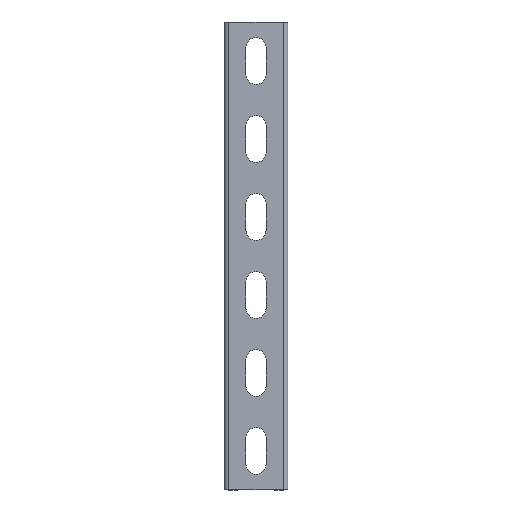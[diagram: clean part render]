
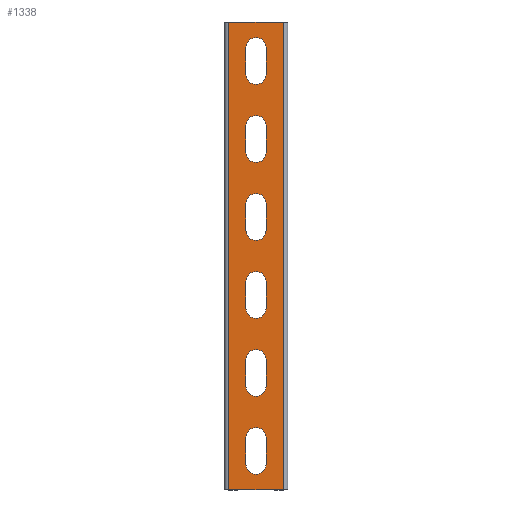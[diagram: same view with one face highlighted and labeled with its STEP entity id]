
A CAD part, top view. The second image highlights one B-rep face of the part: STEP entity #1338.
In plain terms, the highlighted planar face has unit normal (0, 0, 1).
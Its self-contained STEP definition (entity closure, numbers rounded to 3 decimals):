
#173=DIRECTION('',(0.,-1.,0.));
#174=VECTOR('',#173,300.);
#175=CARTESIAN_POINT('',(17.5,150.,10.5));
#176=LINE('',#175,#174);
#177=DIRECTION('',(0.,-1.,0.));
#178=VECTOR('',#177,300.);
#179=CARTESIAN_POINT('',(-17.5,150.,10.5));
#180=LINE('',#179,#178);
#181=DIRECTION('',(0.,-1.,0.));
#182=VECTOR('',#181,17.);
#183=CARTESIAN_POINT('',(-6.5,-116.5,10.5));
#184=LINE('',#183,#182);
#185=CARTESIAN_POINT('',(0.,-133.5,10.5));
#186=DIRECTION('',(0.,0.,-1.));
#187=DIRECTION('',(1.,0.,0.));
#188=AXIS2_PLACEMENT_3D('',#185,#186,#187);
#190=DIRECTION('',(0.,1.,0.));
#191=VECTOR('',#190,17.);
#192=CARTESIAN_POINT('',(6.5,-133.5,10.5));
#193=LINE('',#192,#191);
#194=CARTESIAN_POINT('',(0.,-116.5,10.5));
#195=DIRECTION('',(0.,0.,-1.));
#196=DIRECTION('',(-1.,0.,0.));
#197=AXIS2_PLACEMENT_3D('',#194,#195,#196);
#199=DIRECTION('',(0.,-1.,0.));
#200=VECTOR('',#199,17.);
#201=CARTESIAN_POINT('',(-6.5,-66.5,10.5));
#202=LINE('',#201,#200);
#203=CARTESIAN_POINT('',(0.,-83.5,10.5));
#204=DIRECTION('',(0.,0.,-1.));
#205=DIRECTION('',(1.,0.,0.));
#206=AXIS2_PLACEMENT_3D('',#203,#204,#205);
#208=DIRECTION('',(0.,1.,0.));
#209=VECTOR('',#208,17.);
#210=CARTESIAN_POINT('',(6.5,-83.5,10.5));
#211=LINE('',#210,#209);
#212=CARTESIAN_POINT('',(0.,-66.5,10.5));
#213=DIRECTION('',(0.,0.,-1.));
#214=DIRECTION('',(-1.,0.,0.));
#215=AXIS2_PLACEMENT_3D('',#212,#213,#214);
#217=DIRECTION('',(0.,-1.,0.));
#218=VECTOR('',#217,17.);
#219=CARTESIAN_POINT('',(-6.5,-16.5,10.5));
#220=LINE('',#219,#218);
#221=CARTESIAN_POINT('',(0.,-33.5,10.5));
#222=DIRECTION('',(0.,0.,-1.));
#223=DIRECTION('',(1.,0.,0.));
#224=AXIS2_PLACEMENT_3D('',#221,#222,#223);
#226=DIRECTION('',(0.,1.,0.));
#227=VECTOR('',#226,17.);
#228=CARTESIAN_POINT('',(6.5,-33.5,10.5));
#229=LINE('',#228,#227);
#230=CARTESIAN_POINT('',(0.,-16.5,10.5));
#231=DIRECTION('',(0.,0.,-1.));
#232=DIRECTION('',(-1.,0.,0.));
#233=AXIS2_PLACEMENT_3D('',#230,#231,#232);
#235=DIRECTION('',(0.,-1.,0.));
#236=VECTOR('',#235,17.);
#237=CARTESIAN_POINT('',(-6.5,33.5,10.5));
#238=LINE('',#237,#236);
#239=CARTESIAN_POINT('',(0.,16.5,10.5));
#240=DIRECTION('',(0.,0.,-1.));
#241=DIRECTION('',(1.,0.,0.));
#242=AXIS2_PLACEMENT_3D('',#239,#240,#241);
#244=DIRECTION('',(0.,1.,0.));
#245=VECTOR('',#244,17.);
#246=CARTESIAN_POINT('',(6.5,16.5,10.5));
#247=LINE('',#246,#245);
#248=CARTESIAN_POINT('',(0.,33.5,10.5));
#249=DIRECTION('',(0.,0.,-1.));
#250=DIRECTION('',(-1.,0.,0.));
#251=AXIS2_PLACEMENT_3D('',#248,#249,#250);
#253=DIRECTION('',(0.,-1.,0.));
#254=VECTOR('',#253,17.);
#255=CARTESIAN_POINT('',(-6.5,83.5,10.5));
#256=LINE('',#255,#254);
#257=CARTESIAN_POINT('',(0.,66.5,10.5));
#258=DIRECTION('',(0.,0.,-1.));
#259=DIRECTION('',(1.,0.,0.));
#260=AXIS2_PLACEMENT_3D('',#257,#258,#259);
#262=DIRECTION('',(0.,1.,0.));
#263=VECTOR('',#262,17.);
#264=CARTESIAN_POINT('',(6.5,66.5,10.5));
#265=LINE('',#264,#263);
#266=CARTESIAN_POINT('',(0.,83.5,10.5));
#267=DIRECTION('',(0.,0.,-1.));
#268=DIRECTION('',(-1.,0.,0.));
#269=AXIS2_PLACEMENT_3D('',#266,#267,#268);
#271=DIRECTION('',(0.,-1.,0.));
#272=VECTOR('',#271,17.);
#273=CARTESIAN_POINT('',(-6.5,133.5,10.5));
#274=LINE('',#273,#272);
#275=CARTESIAN_POINT('',(0.,116.5,10.5));
#276=DIRECTION('',(0.,0.,-1.));
#277=DIRECTION('',(1.,0.,0.));
#278=AXIS2_PLACEMENT_3D('',#275,#276,#277);
#280=DIRECTION('',(0.,1.,0.));
#281=VECTOR('',#280,17.);
#282=CARTESIAN_POINT('',(6.5,116.5,10.5));
#283=LINE('',#282,#281);
#284=CARTESIAN_POINT('',(0.,133.5,10.5));
#285=DIRECTION('',(0.,0.,-1.));
#286=DIRECTION('',(-1.,0.,0.));
#287=AXIS2_PLACEMENT_3D('',#284,#285,#286);
#297=DIRECTION('',(1.,0.,0.));
#298=VECTOR('',#297,35.);
#299=CARTESIAN_POINT('',(-17.5,-150.,10.5));
#300=LINE('',#299,#298);
#439=DIRECTION('',(1.,0.,0.));
#440=VECTOR('',#439,35.);
#441=CARTESIAN_POINT('',(-17.5,150.,10.5));
#442=LINE('',#441,#440);
#801=CARTESIAN_POINT('',(17.5,150.,10.5));
#802=CARTESIAN_POINT('',(17.5,-150.,10.5));
#803=VERTEX_POINT('',#801);
#804=VERTEX_POINT('',#802);
#813=CARTESIAN_POINT('',(-17.5,150.,10.5));
#814=CARTESIAN_POINT('',(-17.5,-150.,10.5));
#815=VERTEX_POINT('',#813);
#816=VERTEX_POINT('',#814);
#881=CARTESIAN_POINT('',(-6.5,-116.5,10.5));
#882=CARTESIAN_POINT('',(-6.5,-133.5,10.5));
#883=VERTEX_POINT('',#881);
#884=VERTEX_POINT('',#882);
#885=CARTESIAN_POINT('',(6.5,-133.5,10.5));
#886=VERTEX_POINT('',#885);
#887=CARTESIAN_POINT('',(6.5,-116.5,10.5));
#888=VERTEX_POINT('',#887);
#897=CARTESIAN_POINT('',(-6.5,-66.5,10.5));
#898=CARTESIAN_POINT('',(-6.5,-83.5,10.5));
#899=VERTEX_POINT('',#897);
#900=VERTEX_POINT('',#898);
#901=CARTESIAN_POINT('',(6.5,-83.5,10.5));
#902=VERTEX_POINT('',#901);
#903=CARTESIAN_POINT('',(6.5,-66.5,10.5));
#904=VERTEX_POINT('',#903);
#913=CARTESIAN_POINT('',(-6.5,-16.5,10.5));
#914=CARTESIAN_POINT('',(-6.5,-33.5,10.5));
#915=VERTEX_POINT('',#913);
#916=VERTEX_POINT('',#914);
#917=CARTESIAN_POINT('',(6.5,-33.5,10.5));
#918=VERTEX_POINT('',#917);
#919=CARTESIAN_POINT('',(6.5,-16.5,10.5));
#920=VERTEX_POINT('',#919);
#929=CARTESIAN_POINT('',(-6.5,33.5,10.5));
#930=CARTESIAN_POINT('',(-6.5,16.5,10.5));
#931=VERTEX_POINT('',#929);
#932=VERTEX_POINT('',#930);
#933=CARTESIAN_POINT('',(6.5,16.5,10.5));
#934=VERTEX_POINT('',#933);
#935=CARTESIAN_POINT('',(6.5,33.5,10.5));
#936=VERTEX_POINT('',#935);
#945=CARTESIAN_POINT('',(-6.5,83.5,10.5));
#946=CARTESIAN_POINT('',(-6.5,66.5,10.5));
#947=VERTEX_POINT('',#945);
#948=VERTEX_POINT('',#946);
#949=CARTESIAN_POINT('',(6.5,66.5,10.5));
#950=VERTEX_POINT('',#949);
#951=CARTESIAN_POINT('',(6.5,83.5,10.5));
#952=VERTEX_POINT('',#951);
#961=CARTESIAN_POINT('',(-6.5,133.5,10.5));
#962=CARTESIAN_POINT('',(-6.5,116.5,10.5));
#963=VERTEX_POINT('',#961);
#964=VERTEX_POINT('',#962);
#965=CARTESIAN_POINT('',(6.5,116.5,10.5));
#966=VERTEX_POINT('',#965);
#967=CARTESIAN_POINT('',(6.5,133.5,10.5));
#968=VERTEX_POINT('',#967);
#1264=CARTESIAN_POINT('',(-20.5,-150.,10.5));
#1265=DIRECTION('',(0.,0.,1.));
#1266=DIRECTION('',(1.,0.,0.));
#1267=AXIS2_PLACEMENT_3D('',#1264,#1265,#1266);
#1268=PLANE('',#1267);
#1269=ORIENTED_EDGE('',*,*,#1255,.T.);
#1271=ORIENTED_EDGE('',*,*,#1270,.F.);
#1273=ORIENTED_EDGE('',*,*,#1272,.F.);
#1275=ORIENTED_EDGE('',*,*,#1274,.T.);
#1276=EDGE_LOOP('',(#1269,#1271,#1273,#1275));
#1277=FACE_OUTER_BOUND('',#1276,.F.);
#1279=ORIENTED_EDGE('',*,*,#1278,.T.);
#1281=ORIENTED_EDGE('',*,*,#1280,.F.);
#1283=ORIENTED_EDGE('',*,*,#1282,.T.);
#1285=ORIENTED_EDGE('',*,*,#1284,.F.);
#1286=EDGE_LOOP('',(#1279,#1281,#1283,#1285));
#1287=FACE_BOUND('',#1286,.F.);
#1289=ORIENTED_EDGE('',*,*,#1288,.T.);
#1291=ORIENTED_EDGE('',*,*,#1290,.F.);
#1293=ORIENTED_EDGE('',*,*,#1292,.T.);
#1295=ORIENTED_EDGE('',*,*,#1294,.F.);
#1296=EDGE_LOOP('',(#1289,#1291,#1293,#1295));
#1297=FACE_BOUND('',#1296,.F.);
#1299=ORIENTED_EDGE('',*,*,#1298,.T.);
#1301=ORIENTED_EDGE('',*,*,#1300,.F.);
#1303=ORIENTED_EDGE('',*,*,#1302,.T.);
#1305=ORIENTED_EDGE('',*,*,#1304,.F.);
#1306=EDGE_LOOP('',(#1299,#1301,#1303,#1305));
#1307=FACE_BOUND('',#1306,.F.);
#1309=ORIENTED_EDGE('',*,*,#1308,.T.);
#1311=ORIENTED_EDGE('',*,*,#1310,.F.);
#1313=ORIENTED_EDGE('',*,*,#1312,.T.);
#1315=ORIENTED_EDGE('',*,*,#1314,.F.);
#1316=EDGE_LOOP('',(#1309,#1311,#1313,#1315));
#1317=FACE_BOUND('',#1316,.F.);
#1319=ORIENTED_EDGE('',*,*,#1318,.T.);
#1321=ORIENTED_EDGE('',*,*,#1320,.F.);
#1323=ORIENTED_EDGE('',*,*,#1322,.T.);
#1325=ORIENTED_EDGE('',*,*,#1324,.F.);
#1326=EDGE_LOOP('',(#1319,#1321,#1323,#1325));
#1327=FACE_BOUND('',#1326,.F.);
#1329=ORIENTED_EDGE('',*,*,#1328,.T.);
#1331=ORIENTED_EDGE('',*,*,#1330,.F.);
#1333=ORIENTED_EDGE('',*,*,#1332,.T.);
#1335=ORIENTED_EDGE('',*,*,#1334,.F.);
#1336=EDGE_LOOP('',(#1329,#1331,#1333,#1335));
#1337=FACE_BOUND('',#1336,.F.);
#1338=ADVANCED_FACE('',(#1277,#1287,#1297,#1307,#1317,#1327,#1337),#1268,.T.);
#189=CIRCLE('',#188,6.5);
#198=CIRCLE('',#197,6.5);
#207=CIRCLE('',#206,6.5);
#216=CIRCLE('',#215,6.5);
#225=CIRCLE('',#224,6.5);
#234=CIRCLE('',#233,6.5);
#243=CIRCLE('',#242,6.5);
#252=CIRCLE('',#251,6.5);
#261=CIRCLE('',#260,6.5);
#270=CIRCLE('',#269,6.5);
#279=CIRCLE('',#278,6.5);
#288=CIRCLE('',#287,6.5);
#1255=EDGE_CURVE('',#803,#804,#176,.T.);
#1270=EDGE_CURVE('',#816,#804,#300,.T.);
#1272=EDGE_CURVE('',#815,#816,#180,.T.);
#1274=EDGE_CURVE('',#815,#803,#442,.T.);
#1278=EDGE_CURVE('',#883,#884,#184,.T.);
#1280=EDGE_CURVE('',#886,#884,#189,.T.);
#1282=EDGE_CURVE('',#886,#888,#193,.T.);
#1284=EDGE_CURVE('',#883,#888,#198,.T.);
#1288=EDGE_CURVE('',#899,#900,#202,.T.);
#1290=EDGE_CURVE('',#902,#900,#207,.T.);
#1292=EDGE_CURVE('',#902,#904,#211,.T.);
#1294=EDGE_CURVE('',#899,#904,#216,.T.);
#1298=EDGE_CURVE('',#915,#916,#220,.T.);
#1300=EDGE_CURVE('',#918,#916,#225,.T.);
#1302=EDGE_CURVE('',#918,#920,#229,.T.);
#1304=EDGE_CURVE('',#915,#920,#234,.T.);
#1308=EDGE_CURVE('',#931,#932,#238,.T.);
#1310=EDGE_CURVE('',#934,#932,#243,.T.);
#1312=EDGE_CURVE('',#934,#936,#247,.T.);
#1314=EDGE_CURVE('',#931,#936,#252,.T.);
#1318=EDGE_CURVE('',#947,#948,#256,.T.);
#1320=EDGE_CURVE('',#950,#948,#261,.T.);
#1322=EDGE_CURVE('',#950,#952,#265,.T.);
#1324=EDGE_CURVE('',#947,#952,#270,.T.);
#1328=EDGE_CURVE('',#963,#964,#274,.T.);
#1330=EDGE_CURVE('',#966,#964,#279,.T.);
#1332=EDGE_CURVE('',#966,#968,#283,.T.);
#1334=EDGE_CURVE('',#963,#968,#288,.T.);
